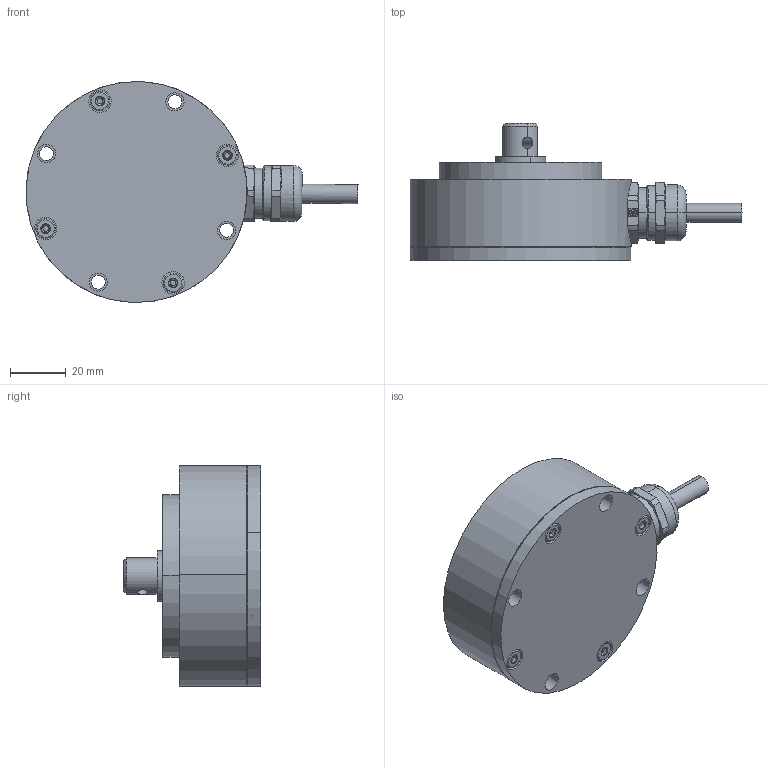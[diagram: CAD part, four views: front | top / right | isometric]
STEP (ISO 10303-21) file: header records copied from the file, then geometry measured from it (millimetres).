
FILE_DESCRIPTION (( 'STEP AP214' ), '1' );
FILE_NAME ('Gehaeuse_Code_1_Welle_Code_01_el_Abg_202 .STEP', '2012-05-29T13:32:58', ( 'dummy' ), ( '' ), 'SwSTEP 2.0', 'SolidWorks 2011', '' );
FILE_SCHEMA (( 'AUTOMOTIVE_DESIGN' ));
Length unit declared in the file: millimetre
Products named in the file (1): Gehaeuse_Code_1_Welle_Code_01_el_Abg_202 
Bounding box: 118.63 x 49 x 79 mm (x, y, z)
Surface area: 25097.4 mm2 (no closed solid volume)
Topology: 0 solids, 9 shells, 206 faces, 560 edges, 352 vertices
Faces by surface type: cylinder 70, cone 65, plane 61, torus 10
Entity records: 9110 total; most frequent: CARTESIAN_POINT 1607, DIRECTION 1177, ORIENTED_EDGE 958, EDGE_CURVE 560, AXIS2_PLACEMENT_3D 478, VERTEX_POINT 352, CIRCLE 271, EDGE_LOOP 242
